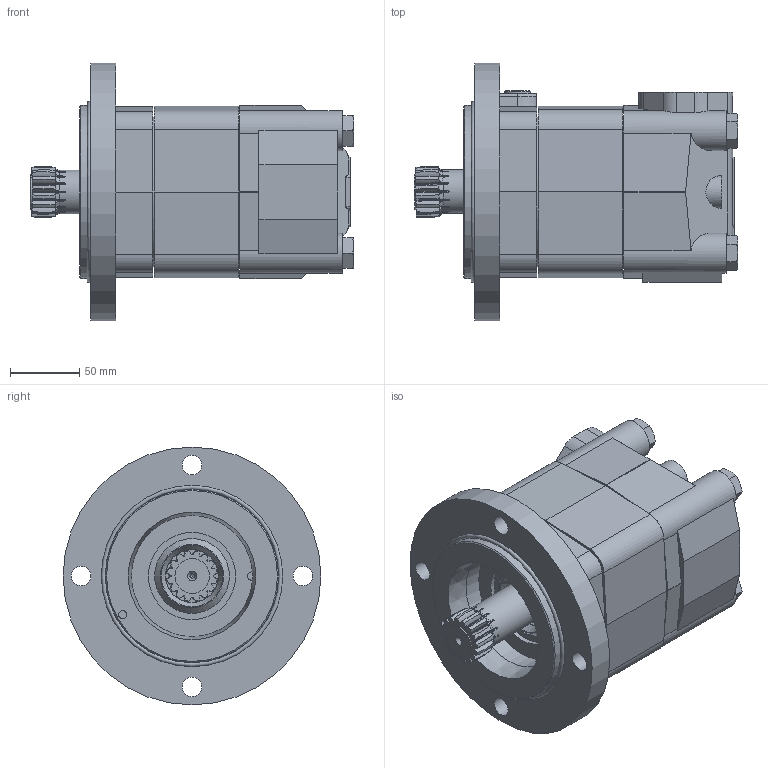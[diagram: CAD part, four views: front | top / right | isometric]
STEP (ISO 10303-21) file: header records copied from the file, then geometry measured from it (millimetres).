
FILE_DESCRIPTION( ( 'STEP AP214' ), '1' );
FILE_NAME( 'MTS500.stp', '2020-05-22T09:05:20', ( 'License CC BY-ND 4.0' ), ( 'CADENAS' ), ' ', 'PARTsolutions', ' ' );
FILE_SCHEMA( ( 'AUTOMOTIVE_DESIGN { 1 0 10303 214 1 1 1 1 }' ) );
Length unit declared in the file: millimetre
Products named in the file (5): MTS500; _MTSFL; _MTS500D; _MTP; HI_Hexagon bolt DIN 931-1 M14x1000
Assembly tree (7 placements, depth 2):
  MTS500
    _MTSFL
    _MTS500D
    _MTP
    HI_Hexagon bolt DIN 931-1 M14x1000  x4
Bounding box: 233.85 x 186 x 186 mm (x, y, z)
Volume: 2769843.5 mm3; surface area: 278830.7 mm2
Topology: 7 solids, 7 shells, 592 faces, 1468 edges, 937 vertices
Faces by surface type: cylinder 205, plane 204, torus 107, cone 60, bspline 16
Full cylindrical faces by diameter (mm): 2.4 x4, 3.15 x1, 6 x2, 7 x3, 8.376 x4, 14 x6, 14.2 x8, 14.3 x4, 14.8 x2, 15 x8, 16.4 x4, 19 x1, 21 x1, 24.117 x2, 25 x1, 28.7 x2, 31.5 x1, 38 x1, 54 x1, 63 x1, 87.5 x1, 103 x2, 108 x1, 109 x1, 125 x1, 186 x1
Entity records: 21119 total; most frequent: CARTESIAN_POINT 4448, DIRECTION 2604, ORIENTED_EDGE 2440, EDGE_CURVE 1220, AXIS2_PLACEMENT_3D 1085, VERTEX_POINT 846, EDGE_LOOP 697, FACE_OUTER_BOUND 597
